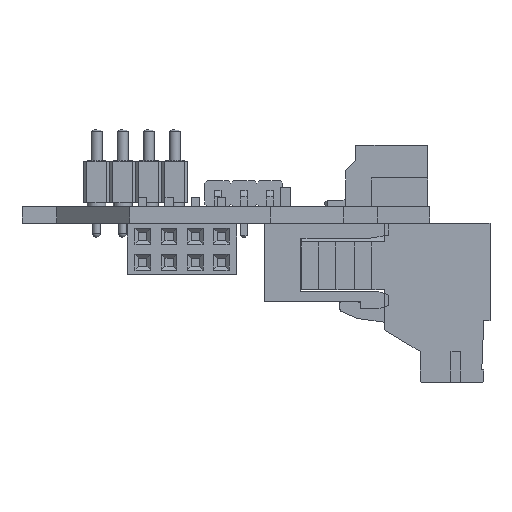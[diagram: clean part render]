
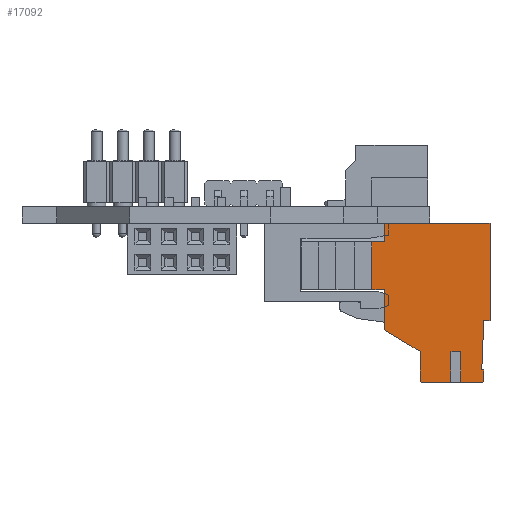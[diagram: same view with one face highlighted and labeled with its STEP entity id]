
A CAD part, left-side view. The second image highlights one B-rep face of the part: STEP entity #17092.
In plain terms, the highlighted planar face has unit normal (-1, 0, 0).
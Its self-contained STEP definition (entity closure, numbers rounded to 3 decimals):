
#16362 = VERTEX_POINT('',#16363);
#16363 = CARTESIAN_POINT('',(-5.08,15.5,-14.6));
#16380 = VERTEX_POINT('',#16381);
#16381 = CARTESIAN_POINT('',(-5.08,15.5,-15.55));
#16387 = EDGE_CURVE('',#16380,#16388,#16390,.T.);
#16388 = VERTEX_POINT('',#16389);
#16389 = CARTESIAN_POINT('',(-5.08,15.5,-17.6));
#16390 = LINE('',#16391,#16392);
#16391 = CARTESIAN_POINT('',(-5.08,15.5,-15.55));
#16392 = VECTOR('',#16393,1.);
#16393 = DIRECTION('',(0.,0.,-1.));
#16444 = VERTEX_POINT('',#16445);
#16445 = CARTESIAN_POINT('',(-5.08,15.5,-11.8));
#16451 = EDGE_CURVE('',#16444,#16362,#16452,.T.);
#16452 = LINE('',#16453,#16454);
#16453 = CARTESIAN_POINT('',(-5.08,15.5,-11.8));
#16454 = VECTOR('',#16455,1.);
#16455 = DIRECTION('',(0.,0.,-1.));
#16985 = EDGE_CURVE('',#16362,#16986,#16988,.T.);
#16986 = VERTEX_POINT('',#16987);
#16987 = CARTESIAN_POINT('',(-5.08,12.5,-14.6));
#16988 = LINE('',#16989,#16990);
#16989 = CARTESIAN_POINT('',(-5.08,15.5,-14.6));
#16990 = VECTOR('',#16991,1.);
#16991 = DIRECTION('',(0.,-1.,0.));
#17092 = ADVANCED_FACE('',(#17093),#17241,.T.);
#17093 = FACE_BOUND('',#17094,.F.);
#17094 = EDGE_LOOP('',(#17095,#17106,#17114,#17122,#17130,#17138,#17146,
    #17154,#17161,#17162,#17170,#17176,#17177,#17178,#17187,#17195,
    #17203,#17211,#17219,#17227,#17235));
#17095 = ORIENTED_EDGE('',*,*,#17096,.F.);
#17096 = EDGE_CURVE('',#17097,#17099,#17101,.T.);
#17097 = VERTEX_POINT('',#17098);
#17098 = CARTESIAN_POINT('',(-5.08,0.,-8.3));
#17099 = VERTEX_POINT('',#17100);
#17100 = CARTESIAN_POINT('',(-5.08,0.2,-8.1));
#17101 = CIRCLE('',#17102,0.2);
#17102 = AXIS2_PLACEMENT_3D('',#17103,#17104,#17105);
#17103 = CARTESIAN_POINT('',(-5.08,0.2,-8.3));
#17104 = DIRECTION('',(-1.,0.,0.));
#17105 = DIRECTION('',(0.,-1.,0.));
#17106 = ORIENTED_EDGE('',*,*,#17107,.F.);
#17107 = EDGE_CURVE('',#17108,#17097,#17110,.T.);
#17108 = VERTEX_POINT('',#17109);
#17109 = CARTESIAN_POINT('',(-5.08,0.,-18.4));
#17110 = LINE('',#17111,#17112);
#17111 = CARTESIAN_POINT('',(-5.08,0.,-18.4));
#17112 = VECTOR('',#17113,1.);
#17113 = DIRECTION('',(0.,0.,1.));
#17114 = ORIENTED_EDGE('',*,*,#17115,.F.);
#17115 = EDGE_CURVE('',#17116,#17108,#17118,.T.);
#17116 = VERTEX_POINT('',#17117);
#17117 = CARTESIAN_POINT('',(-5.08,9.5,-18.4));
#17118 = LINE('',#17119,#17120);
#17119 = CARTESIAN_POINT('',(-5.08,9.5,-18.4));
#17120 = VECTOR('',#17121,1.);
#17121 = DIRECTION('',(0.,-1.,0.));
#17122 = ORIENTED_EDGE('',*,*,#17123,.F.);
#17123 = EDGE_CURVE('',#17124,#17116,#17126,.T.);
#17124 = VERTEX_POINT('',#17125);
#17125 = CARTESIAN_POINT('',(-5.08,9.5,-17.8));
#17126 = LINE('',#17127,#17128);
#17127 = CARTESIAN_POINT('',(-5.08,9.5,-17.8));
#17128 = VECTOR('',#17129,1.);
#17129 = DIRECTION('',(0.,0.,-1.));
#17130 = ORIENTED_EDGE('',*,*,#17131,.F.);
#17131 = EDGE_CURVE('',#17132,#17124,#17134,.T.);
#17132 = VERTEX_POINT('',#17133);
#17133 = CARTESIAN_POINT('',(-5.08,14.3,-17.6));
#17134 = LINE('',#17135,#17136);
#17135 = CARTESIAN_POINT('',(-5.08,14.3,-17.6));
#17136 = VECTOR('',#17137,1.);
#17137 = DIRECTION('',(0.,-0.999,-0.042));
#17138 = ORIENTED_EDGE('',*,*,#17139,.F.);
#17139 = EDGE_CURVE('',#17140,#17132,#17142,.T.);
#17140 = VERTEX_POINT('',#17141);
#17141 = CARTESIAN_POINT('',(-5.08,14.3,-17.8));
#17142 = LINE('',#17143,#17144);
#17143 = CARTESIAN_POINT('',(-5.08,14.3,-17.8));
#17144 = VECTOR('',#17145,1.);
#17145 = DIRECTION('',(0.,0.,1.));
#17146 = ORIENTED_EDGE('',*,*,#17147,.F.);
#17147 = EDGE_CURVE('',#17148,#17140,#17150,.T.);
#17148 = VERTEX_POINT('',#17149);
#17149 = CARTESIAN_POINT('',(-5.08,15.3,-17.8));
#17150 = LINE('',#17151,#17152);
#17151 = CARTESIAN_POINT('',(-5.08,15.3,-17.8));
#17152 = VECTOR('',#17153,1.);
#17153 = DIRECTION('',(0.,-1.,0.));
#17154 = ORIENTED_EDGE('',*,*,#17155,.F.);
#17155 = EDGE_CURVE('',#16388,#17148,#17156,.T.);
#17156 = CIRCLE('',#17157,0.2);
#17157 = AXIS2_PLACEMENT_3D('',#17158,#17159,#17160);
#17158 = CARTESIAN_POINT('',(-5.08,15.3,-17.6));
#17159 = DIRECTION('',(-1.,0.,0.));
#17160 = DIRECTION('',(0.,1.,0.));
#17161 = ORIENTED_EDGE('',*,*,#16387,.F.);
#17162 = ORIENTED_EDGE('',*,*,#17163,.T.);
#17163 = EDGE_CURVE('',#16380,#17164,#17166,.T.);
#17164 = VERTEX_POINT('',#17165);
#17165 = CARTESIAN_POINT('',(-5.08,12.5,-15.55));
#17166 = LINE('',#17167,#17168);
#17167 = CARTESIAN_POINT('',(-5.08,15.5,-15.55));
#17168 = VECTOR('',#17169,1.);
#17169 = DIRECTION('',(0.,-1.,0.));
#17170 = ORIENTED_EDGE('',*,*,#17171,.F.);
#17171 = EDGE_CURVE('',#16986,#17164,#17172,.T.);
#17172 = LINE('',#17173,#17174);
#17173 = CARTESIAN_POINT('',(-5.08,12.5,-14.6));
#17174 = VECTOR('',#17175,1.);
#17175 = DIRECTION('',(0.,0.,-1.));
#17176 = ORIENTED_EDGE('',*,*,#16985,.F.);
#17177 = ORIENTED_EDGE('',*,*,#16451,.F.);
#17178 = ORIENTED_EDGE('',*,*,#17179,.F.);
#17179 = EDGE_CURVE('',#17180,#16444,#17182,.T.);
#17180 = VERTEX_POINT('',#17181);
#17181 = CARTESIAN_POINT('',(-5.08,15.3,-11.6));
#17182 = CIRCLE('',#17183,0.2);
#17183 = AXIS2_PLACEMENT_3D('',#17184,#17185,#17186);
#17184 = CARTESIAN_POINT('',(-5.08,15.3,-11.8));
#17185 = DIRECTION('',(-1.,0.,0.));
#17186 = DIRECTION('',(0.,0.,1.));
#17187 = ORIENTED_EDGE('',*,*,#17188,.F.);
#17188 = EDGE_CURVE('',#17189,#17180,#17191,.T.);
#17189 = VERTEX_POINT('',#17190);
#17190 = CARTESIAN_POINT('',(-5.08,12.5,-11.6));
#17191 = LINE('',#17192,#17193);
#17192 = CARTESIAN_POINT('',(-5.08,12.5,-11.6));
#17193 = VECTOR('',#17194,1.);
#17194 = DIRECTION('',(0.,1.,0.));
#17195 = ORIENTED_EDGE('',*,*,#17196,.F.);
#17196 = EDGE_CURVE('',#17197,#17189,#17199,.T.);
#17197 = VERTEX_POINT('',#17198);
#17198 = CARTESIAN_POINT('',(-5.08,10.4,-8.1));
#17199 = LINE('',#17200,#17201);
#17200 = CARTESIAN_POINT('',(-5.08,10.4,-8.1));
#17201 = VECTOR('',#17202,1.);
#17202 = DIRECTION('',(0.,0.514,-0.857));
#17203 = ORIENTED_EDGE('',*,*,#17204,.F.);
#17204 = EDGE_CURVE('',#17205,#17197,#17207,.T.);
#17205 = VERTEX_POINT('',#17206);
#17206 = CARTESIAN_POINT('',(-5.08,6.5,-8.1));
#17207 = LINE('',#17208,#17209);
#17208 = CARTESIAN_POINT('',(-5.08,6.5,-8.1));
#17209 = VECTOR('',#17210,1.);
#17210 = DIRECTION('',(0.,1.,0.));
#17211 = ORIENTED_EDGE('',*,*,#17212,.F.);
#17212 = EDGE_CURVE('',#17213,#17205,#17215,.T.);
#17213 = VERTEX_POINT('',#17214);
#17214 = CARTESIAN_POINT('',(-5.08,6.5,-6.9));
#17215 = LINE('',#17216,#17217);
#17216 = CARTESIAN_POINT('',(-5.08,6.5,-6.9));
#17217 = VECTOR('',#17218,1.);
#17218 = DIRECTION('',(0.,0.,-1.));
#17219 = ORIENTED_EDGE('',*,*,#17220,.F.);
#17220 = EDGE_CURVE('',#17221,#17213,#17223,.T.);
#17221 = VERTEX_POINT('',#17222);
#17222 = CARTESIAN_POINT('',(-5.08,1.827,-6.9));
#17223 = LINE('',#17224,#17225);
#17224 = CARTESIAN_POINT('',(-5.08,1.827,-6.9));
#17225 = VECTOR('',#17226,1.);
#17226 = DIRECTION('',(0.,1.,0.));
#17227 = ORIENTED_EDGE('',*,*,#17228,.T.);
#17228 = EDGE_CURVE('',#17221,#17229,#17231,.T.);
#17229 = VERTEX_POINT('',#17230);
#17230 = CARTESIAN_POINT('',(-5.08,1.827,-8.1));
#17231 = LINE('',#17232,#17233);
#17232 = CARTESIAN_POINT('',(-5.08,1.827,-6.9));
#17233 = VECTOR('',#17234,1.);
#17234 = DIRECTION('',(0.,0.,-1.));
#17235 = ORIENTED_EDGE('',*,*,#17236,.F.);
#17236 = EDGE_CURVE('',#17099,#17229,#17237,.T.);
#17237 = LINE('',#17238,#17239);
#17238 = CARTESIAN_POINT('',(-5.08,0.2,-8.1));
#17239 = VECTOR('',#17240,1.);
#17240 = DIRECTION('',(0.,1.,0.));
#17241 = PLANE('',#17242);
#17242 = AXIS2_PLACEMENT_3D('',#17243,#17244,#17245);
#17243 = CARTESIAN_POINT('',(-5.08,0.,0.));
#17244 = DIRECTION('',(-1.,0.,0.));
#17245 = DIRECTION('',(0.,0.,1.));
